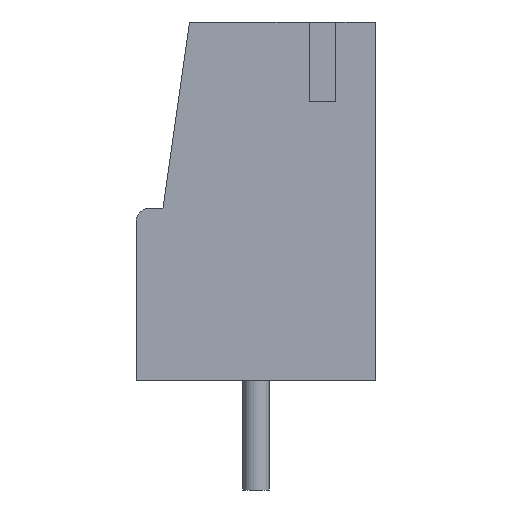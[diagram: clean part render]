
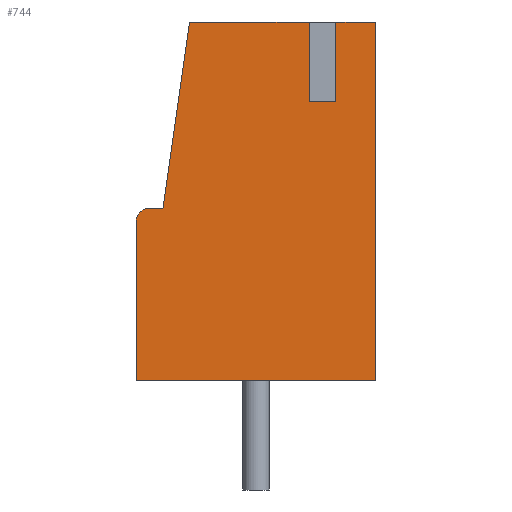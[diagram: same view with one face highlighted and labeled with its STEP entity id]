
A CAD part, front view. The second image highlights one B-rep face of the part: STEP entity #744.
In plain terms, the highlighted planar face has unit normal (0, -1, 0).
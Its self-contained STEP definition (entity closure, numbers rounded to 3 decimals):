
#13=DIRECTION('',(0.,0.,1.));
#14=DIRECTION('',(1.,0.,0.));
#84=VERTEX_POINT('',#85);
#85=CARTESIAN_POINT('',(4.5,-40.,0.));
#88=DIRECTION('',(0.,-1.,0.));
#89=ORIENTED_EDGE('',*,*,#90,.T.);
#90=EDGE_CURVE('',#84,#91,#93,.T.);
#91=VERTEX_POINT('',#92);
#92=CARTESIAN_POINT('',(4.5,-40.,13.5));
#93=LINE('',#85,#94);
#94=VECTOR('',#13,1.);
#105=DIRECTION('',(-1.,0.,0.));
#114=VECTOR('',#14,1.);
#126=VECTOR('',#105,1.);
#519=VERTEX_POINT('',#520);
#520=CARTESIAN_POINT('',(-4.5,-40.,0.));
#521=ORIENTED_EDGE('',*,*,#522,.T.);
#522=EDGE_CURVE('',#519,#84,#523,.T.);
#523=LINE('',#520,#114);
#536=ORIENTED_EDGE('',*,*,#537,.T.);
#537=EDGE_CURVE('',#91,#538,#540,.T.);
#538=VERTEX_POINT('',#539);
#539=CARTESIAN_POINT('',(3.,-40.,13.5));
#540=LINE('',#92,#126);
#554=VERTEX_POINT('',#555);
#555=CARTESIAN_POINT('',(2.,-40.,13.5));
#558=ORIENTED_EDGE('',*,*,#559,.T.);
#559=EDGE_CURVE('',#554,#560,#540,.T.);
#560=VERTEX_POINT('',#561);
#561=CARTESIAN_POINT('',(-2.5,-40.,13.5));
#711=DIRECTION('',(0.,0.,-1.));
#722=VECTOR('',#723,1.);
#723=DIRECTION('',(-0.141,0.,-0.99));
#739=VECTOR('',#711,1.);
#744=ADVANCED_FACE('',(#745),#783,.T.);
#745=FACE_BOUND('',#746,.T.);
#746=EDGE_LOOP('',(#521,#89,#536,#747,#753,#759,#558,#763,#768,#773,#780));
#747=ORIENTED_EDGE('',*,*,#748,.F.);
#748=EDGE_CURVE('',#749,#538,#751,.T.);
#749=VERTEX_POINT('',#750);
#750=CARTESIAN_POINT('',(3.,-40.,10.5));
#751=LINE('',#752,#94);
#752=CARTESIAN_POINT('',(3.,-40.,8.471));
#753=ORIENTED_EDGE('',*,*,#754,.T.);
#754=EDGE_CURVE('',#749,#755,#757,.T.);
#755=VERTEX_POINT('',#756);
#756=CARTESIAN_POINT('',(2.,-40.,10.5));
#757=LINE('',#758,#126);
#758=CARTESIAN_POINT('',(1.163,-40.,10.5));
#759=ORIENTED_EDGE('',*,*,#760,.T.);
#760=EDGE_CURVE('',#755,#554,#761,.T.);
#761=LINE('',#762,#94);
#762=CARTESIAN_POINT('',(2.,-40.,8.471));
#763=ORIENTED_EDGE('',*,*,#764,.T.);
#764=EDGE_CURVE('',#560,#765,#767,.T.);
#765=VERTEX_POINT('',#766);
#766=CARTESIAN_POINT('',(-3.5,-40.,6.5));
#767=LINE('',#561,#722);
#768=ORIENTED_EDGE('',*,*,#769,.T.);
#769=EDGE_CURVE('',#765,#770,#772,.T.);
#770=VERTEX_POINT('',#771);
#771=CARTESIAN_POINT('',(-4.,-40.,6.5));
#772=LINE('',#766,#126);
#773=ORIENTED_EDGE('',*,*,#774,.T.);
#774=EDGE_CURVE('',#770,#775,#777,.T.);
#775=VERTEX_POINT('',#776);
#776=CARTESIAN_POINT('',(-4.5,-40.,6.));
#777=ELLIPSE('',#778,0.5,0.5);
#778=AXIS2_PLACEMENT_3D('',#779,#88,#14);
#779=CARTESIAN_POINT('',(-4.,-40.,6.));
#780=ORIENTED_EDGE('',*,*,#781,.T.);
#781=EDGE_CURVE('',#775,#519,#782,.T.);
#782=LINE('',#776,#739);
#783=PLANE('',#784);
#784=AXIS2_PLACEMENT_3D('',#785,#88,#711);
#785=CARTESIAN_POINT('',(0.326,-40.,6.442));
